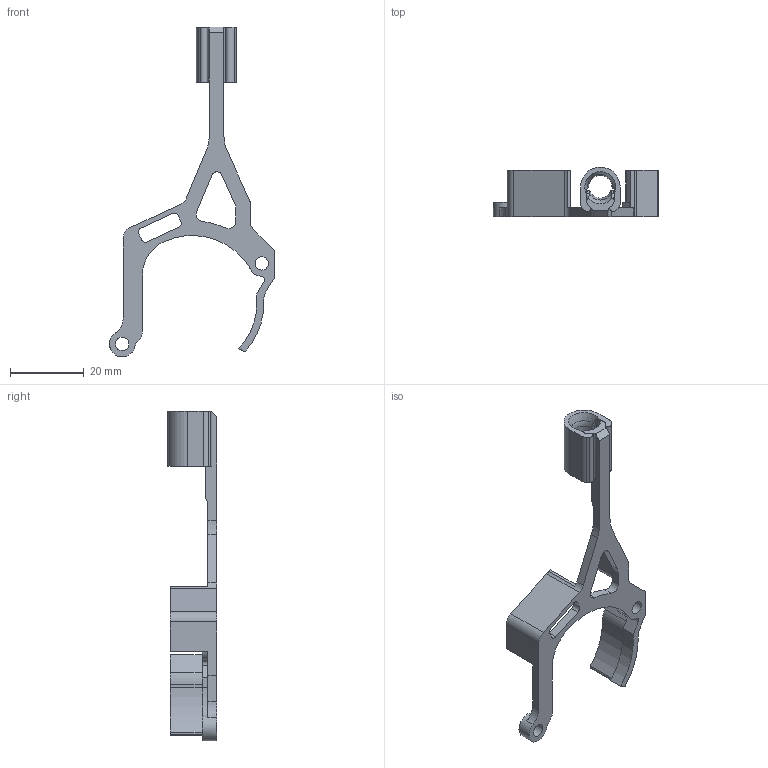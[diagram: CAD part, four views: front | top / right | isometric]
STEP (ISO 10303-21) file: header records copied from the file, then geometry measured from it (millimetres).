
FILE_DESCRIPTION(/* description */ (''),/* implementation_level */ '2;1');
FILE_NAME(/* name */ 'OBT2 Bracket Wire restrain.step',/* time_stamp */ '2024-07-05T09:41:39+03:00',/* author */ (''),/* organization */ (''),/* preprocessor_version */ 'ST-DEVELOPER v20',/* originating_system */ 'Autodesk Translation Framework v13.14.0.145',/* authorisation */ '');
FILE_SCHEMA (('AUTOMOTIVE_DESIGN { 1 0 10303 214 3 1 1 }'));
Length unit declared in the file: millimetre
Products named in the file (3): OBT2 Bracket Wire restrain; WirerestrainBracket; Wirestrain_Lock v2
Assembly tree (2 placements, depth 2):
  OBT2 Bracket Wire restrain
    WirerestrainBracket
    Wirestrain_Lock v2
Bounding box: 44.94 x 13.35 x 89.66 mm (x, y, z)
Volume: 3795.5 mm3; surface area: 5141.1 mm2
Topology: 2 solids, 2 shells, 180 faces, 521 edges, 343 vertices
Faces by surface type: plane 87, cylinder 68, bspline 15, torus 6, cone 4
Full cylindrical faces by diameter (mm): 3.638 x2, 7 x1
Entity records: 6846 total; most frequent: CARTESIAN_POINT 2011, ORIENTED_EDGE 1038, DIRECTION 963, EDGE_CURVE 519, VERTEX_POINT 343, AXIS2_PLACEMENT_3D 335, LINE 293, VECTOR 293
